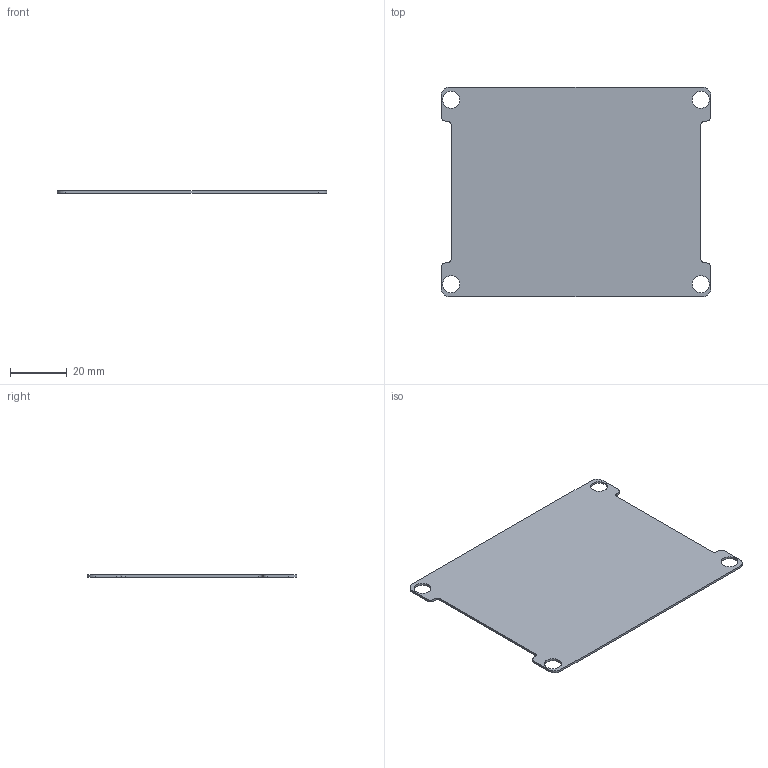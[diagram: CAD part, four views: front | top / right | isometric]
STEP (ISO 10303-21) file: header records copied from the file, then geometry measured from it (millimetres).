
FILE_DESCRIPTION(('FreeCAD Model'),'2;1');
FILE_NAME('plastic_laser_cut_lcd_cover.step', '2016-06-14T12:29:57',('Author'),(''), 'Open CASCADE STEP processor 6.8','FreeCAD','Unknown');
FILE_SCHEMA(('AUTOMOTIVE_DESIGN_CC2 { 1 2 10303 214 -1 1 5 4 }'));
Length unit declared in the file: millimetre
Products named in the file (2): ASSEMBLY; Fillet001
Assembly tree (1 placements, depth 2):
  ASSEMBLY
    Fillet001
Bounding box: 95 x 74 x 0.76 mm (x, y, z)
Volume: 4985 mm3; surface area: 13435.3 mm2
Topology: 1 solids, 1 shells, 30 faces, 84 edges, 56 vertices
Faces by surface type: cylinder 16, plane 14
Full cylindrical faces by diameter (mm): 6 x4
Entity records: 2157 total; most frequent: CARTESIAN_POINT 436, DIRECTION 322, LINE 176, VECTOR 176, ORIENTED_EDGE 168, PCURVE 168, DEFINITIONAL_REPRESENTATION 168, EDGE_CURVE 84
